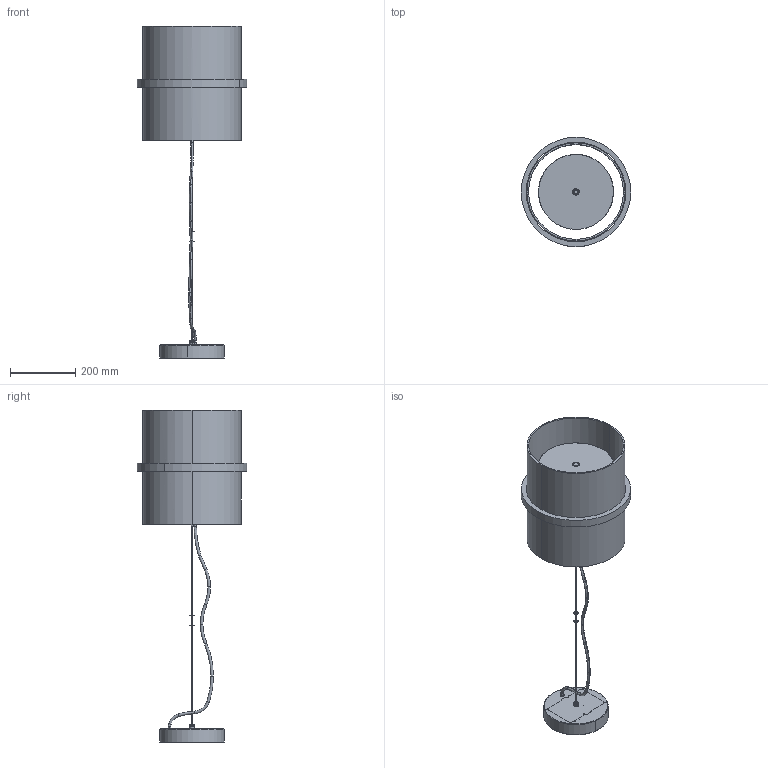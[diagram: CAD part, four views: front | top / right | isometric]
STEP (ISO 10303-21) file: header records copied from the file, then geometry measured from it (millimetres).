
FILE_DESCRIPTION (( 'STEP AP214' ), '1' );
FILE_NAME ('BOA_SOSPENSIONE.STEP', '2020-08-12T09:34:14', ( '' ), ( '' ), 'SwSTEP 2.0', 'SolidWorks 2014', '' );
FILE_SCHEMA (( 'AUTOMOTIVE_DESIGN' ));
Length unit declared in the file: millimetre
Products named in the file (49): 033SM_004; 034SM_002; 033SM_003; BLOCCACAVO STEAB ART 5069-7; steab_NIPPLO_5016_3_7; 034SM_001; GUIDOLUX__GHIERA_M10X1_M_49_10_11; 033SM_009; Scatoletta_connessione_tripol_scatoletta3_guidolux; 008PM_008_040718; dado M10_basso; 008PM_006; 008PM_010; Alvit_3024; 008PM_017; 008PM_009; Anello_or_sil_trasp_8x1_78; GUIDOLUX_MORSETTO_SOSPENSIONI_M_65_09_10; Tige M10 x 1 x 15; 033SM_006; 008PM_012; BOA_SOSPENSIONE; 008PM_013; ROSONE_UNIFICATO
Assembly tree (26 placements, depth 3):
  034SM_002
  033SM_003
  Scatoletta_connessione_tripol_scatoletta3_guidolux
  dado M10_basso
  BLOCCACAVO STEAB ART 5069-7
Bounding box: 335 x 335 x 1015.79 mm (x, y, z)
Volume: 2484995.1 mm3; surface area: 1088980 mm2
Topology: 25 solids, 37 shells, 661 faces, 1514 edges, 920 vertices
Faces by surface type: plane 273, cylinder 218, torus 89, cone 63, sphere 14, bspline 4
Entity records: 18215 total; most frequent: CARTESIAN_POINT 3949, DIRECTION 2946, ORIENTED_EDGE 2518, EDGE_CURVE 1259, AXIS2_PLACEMENT_3D 1176, VERTEX_POINT 771, EDGE_LOOP 638, LINE 594
